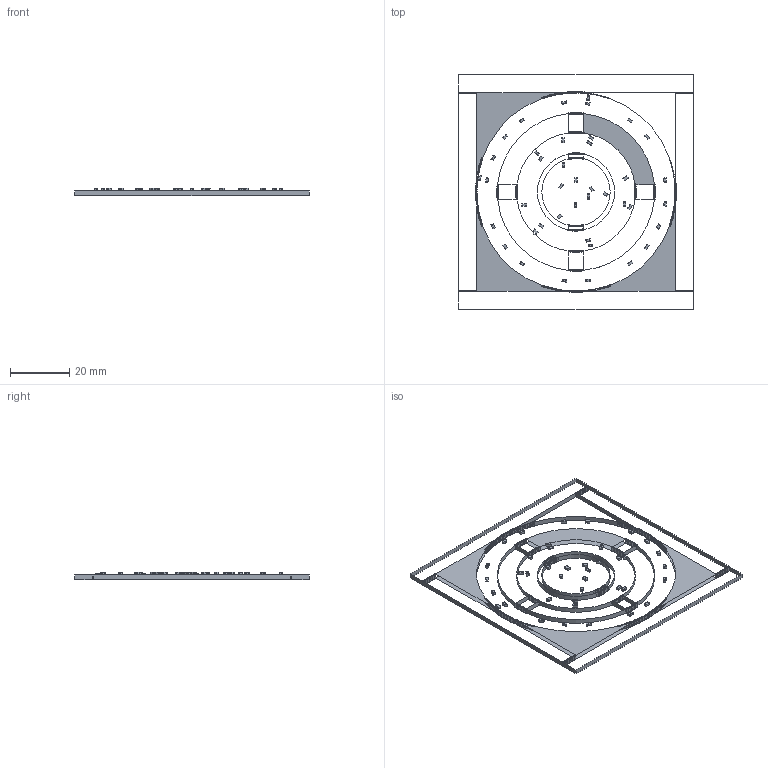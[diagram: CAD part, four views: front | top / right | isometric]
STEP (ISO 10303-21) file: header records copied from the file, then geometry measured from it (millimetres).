
FILE_DESCRIPTION(('KiCad electronic assembly'),'2;1');
FILE_NAME('WS2812B LED Ring7-12-24 3D.step','2023-09-28T15:29:01',( 'Pcbnew'),('Kicad'),'Open CASCADE STEP processor 7.6', 'KiCad to STEP converter','Unknown');
FILE_SCHEMA(('AUTOMOTIVE_DESIGN { 1 0 10303 214 1 1 1 1 }'));
Length unit declared in the file: millimetre
Products named in the file (6): WS2812B LED Ring7-12-24 3D 1; 0603C; COMPOUND; 0603R; SOLID; WS2812B LED Ring7-12-24 PCB
Assembly tree (44 placements, depth 3):
  WS2812B LED Ring7-12-24 3D 1
    0603C  x38
      COMPOUND
    0603R  x3
      SOLID
    WS2812B LED Ring7-12-24 PCB
Bounding box: 79 x 79 x 2.46 mm (x, y, z)
Volume: 8436.3 mm3; surface area: 12718.4 mm2
Topology: 120 solids, 120 shells, 2506 faces, 6254 edges, 3500 vertices
Faces by surface type: bspline 1922, cylinder 517, plane 67
Full cylindrical faces by diameter (mm): 0.5 x128
Entity records: 55574 total; most frequent: CARTESIAN_POINT 18619, DIRECTION 6044, ORIENTED_EDGE 4164, PCURVE 4156, DEFINITIONAL_REPRESENTATION 4156, LINE 2438, VECTOR 2438, EDGE_CURVE 2078
